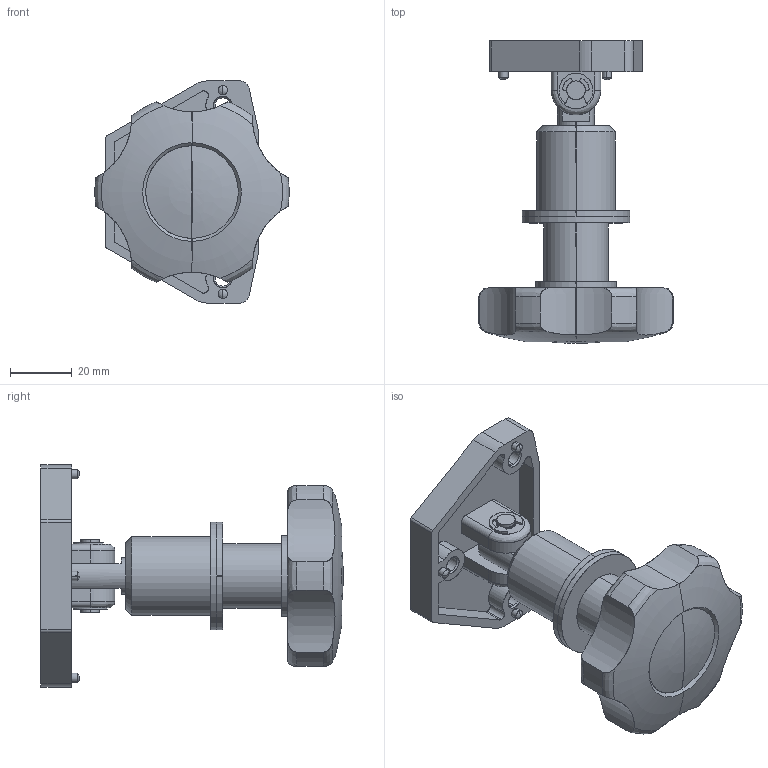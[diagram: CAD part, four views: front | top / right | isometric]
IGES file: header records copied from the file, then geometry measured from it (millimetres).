
Start section: SolidWorks IGES file using analytic representation for surfaces
Global section: file name: FA-602S-3-1.IGS,15; native system: HSolidWorks 2018; preprocessor: SolidWorks 2018; author: 1337yo; date: 200821.170213; units: millimetre
Bounding box: 62.92 x 98 x 72 mm (x, y, z)
Surface area: 32177.5 mm2 (no closed solid volume)
Topology: 0 solids, 0 shells, 204 faces, 3195 edges, 3189 vertices
Faces by surface type: revolution 134, bspline 70
